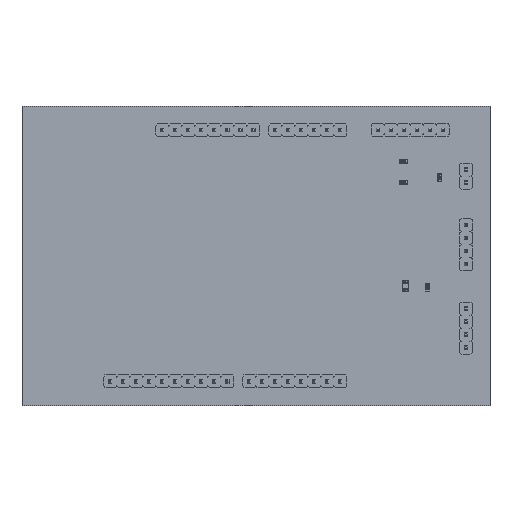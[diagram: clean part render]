
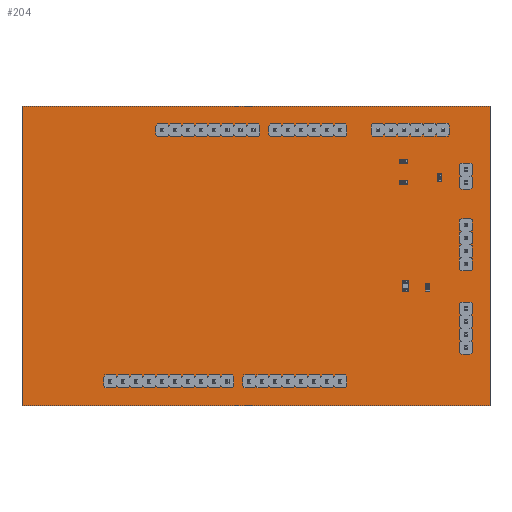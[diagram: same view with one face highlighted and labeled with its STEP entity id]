
A CAD part, top view. The second image highlights one B-rep face of the part: STEP entity #204.
In plain terms, the highlighted planar face has unit normal (0, 0, 1).
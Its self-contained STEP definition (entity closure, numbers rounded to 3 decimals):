
#75 = VERTEX_POINT('',#76);
#76 = CARTESIAN_POINT('',(0.,0.,0.));
#82 = EDGE_CURVE('',#75,#83,#85,.T.);
#83 = VERTEX_POINT('',#84);
#84 = CARTESIAN_POINT('',(0.,58.351,0.));
#85 = LINE('',#86,#87);
#86 = CARTESIAN_POINT('',(0.,0.,0.));
#87 = VECTOR('',#88,1.);
#88 = DIRECTION('',(0.,1.,0.));
#113 = EDGE_CURVE('',#83,#114,#116,.T.);
#114 = VERTEX_POINT('',#115);
#115 = CARTESIAN_POINT('',(91.322,58.351,0.));
#116 = LINE('',#117,#118);
#117 = CARTESIAN_POINT('',(0.,58.351,0.));
#118 = VECTOR('',#119,1.);
#119 = DIRECTION('',(1.,0.,0.));
#144 = EDGE_CURVE('',#114,#145,#147,.T.);
#145 = VERTEX_POINT('',#146);
#146 = CARTESIAN_POINT('',(91.322,0.,0.));
#147 = LINE('',#148,#149);
#148 = CARTESIAN_POINT('',(91.322,58.351,0.));
#149 = VECTOR('',#150,1.);
#150 = DIRECTION('',(0.,-1.,0.));
#175 = EDGE_CURVE('',#145,#75,#176,.T.);
#176 = LINE('',#177,#178);
#177 = CARTESIAN_POINT('',(91.322,0.,0.));
#178 = VECTOR('',#179,1.);
#179 = DIRECTION('',(-1.,0.,0.));
#204 = ADVANCED_FACE('',(#205),#211,.T.);
#205 = FACE_BOUND('',#206,.F.);
#206 = EDGE_LOOP('',(#207,#208,#209,#210));
#207 = ORIENTED_EDGE('',*,*,#82,.T.);
#208 = ORIENTED_EDGE('',*,*,#113,.T.);
#209 = ORIENTED_EDGE('',*,*,#144,.T.);
#210 = ORIENTED_EDGE('',*,*,#175,.T.);
#211 = PLANE('',#212);
#212 = AXIS2_PLACEMENT_3D('',#213,#214,#215);
#213 = CARTESIAN_POINT('',(0.,0.,0.));
#214 = DIRECTION('',(0.,0.,1.));
#215 = DIRECTION('',(1.,0.,0.));
